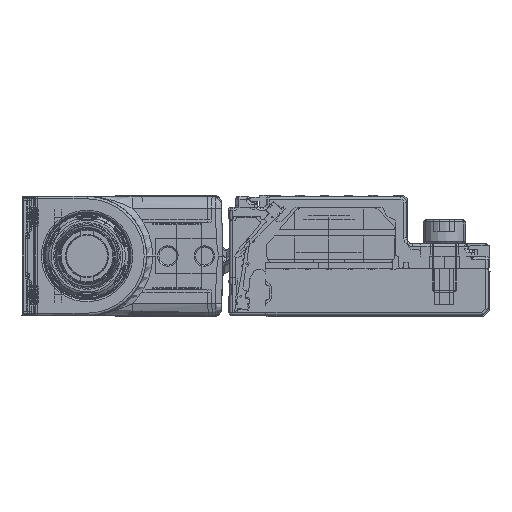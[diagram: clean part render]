
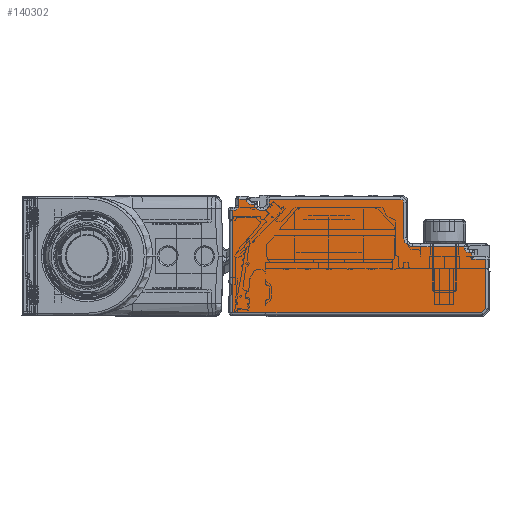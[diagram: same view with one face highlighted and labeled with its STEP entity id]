
A CAD part, left-side view. The second image highlights one B-rep face of the part: STEP entity #140302.
In plain terms, the highlighted planar face has unit normal (-1, 0, 0).
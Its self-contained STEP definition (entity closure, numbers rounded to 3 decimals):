
#140020=AXIS2_PLACEMENT_3D('Circle Axis2P3D',#140018,#140019,$) ;
#140159=AXIS2_PLACEMENT_3D('Plane Axis2P3D',#140156,#140157,#140158) ;
#140182=AXIS2_PLACEMENT_3D('Circle Axis2P3D',#140180,#140181,$) ;
#140196=AXIS2_PLACEMENT_3D('Circle Axis2P3D',#140194,#140195,$) ;
#140217=AXIS2_PLACEMENT_3D('Circle Axis2P3D',#140215,#140216,$) ;
#140231=AXIS2_PLACEMENT_3D('Circle Axis2P3D',#140229,#140230,$) ;
#140245=AXIS2_PLACEMENT_3D('Circle Axis2P3D',#140243,#140244,$) ;
#140266=AXIS2_PLACEMENT_3D('Circle Axis2P3D',#140264,#140265,$) ;
#136645=CARTESIAN_POINT('Vertex',(-2078.,42.3,-7.3)) ;
#136648=CARTESIAN_POINT('Line Origine',(-2078.,42.3,2.)) ;
#136652=CARTESIAN_POINT('Vertex',(-2078.,42.3,9.5)) ;
#136976=CARTESIAN_POINT('Vertex',(-2078.,1.407,-7.3)) ;
#136979=CARTESIAN_POINT('Line Origine',(-2078.,23.168,-7.3)) ;
#137016=CARTESIAN_POINT('Vertex',(-2078.,0.7,-6.593)) ;
#137019=CARTESIAN_POINT('Line Origine',(-2078.,-1.246,-4.646)) ;
#137056=CARTESIAN_POINT('Vertex',(-2078.,0.7,1.5)) ;
#137059=CARTESIAN_POINT('Line Origine',(-2078.,0.7,2.)) ;
#139935=CARTESIAN_POINT('Vertex',(-2078.,3.,2.5)) ;
#139991=CARTESIAN_POINT('Vertex',(-2078.,3.4,2.5)) ;
#139994=CARTESIAN_POINT('Line Origine',(-2078.,21.5,2.5)) ;
#140015=CARTESIAN_POINT('Vertex',(-2078.,4.2,3.3)) ;
#140018=CARTESIAN_POINT('Axis2P3D Location',(-2078.,3.4,3.3)) ;
#140141=CARTESIAN_POINT('Vertex',(-2078.,3.,1.5)) ;
#140144=CARTESIAN_POINT('Line Origine',(-2078.,21.5,1.5)) ;
#140156=CARTESIAN_POINT('Axis2P3D Location',(-2078.,0.2,-7.8)) ;
#140161=CARTESIAN_POINT('Line Origine',(-2078.,3.,2.)) ;
#140166=CARTESIAN_POINT('Line Origine',(-2078.,4.2,3.4)) ;
#140170=CARTESIAN_POINT('Vertex',(-2078.,4.2,3.5)) ;
#140173=CARTESIAN_POINT('Line Origine',(-2078.,8.45,3.5)) ;
#140177=CARTESIAN_POINT('Vertex',(-2078.,12.7,3.5)) ;
#140180=CARTESIAN_POINT('Axis2P3D Location',(-2078.,12.7,5.)) ;
#140184=CARTESIAN_POINT('Vertex',(-2078.,14.2,5.)) ;
#140187=CARTESIAN_POINT('Line Origine',(-2078.,14.2,7.9)) ;
#140191=CARTESIAN_POINT('Vertex',(-2078.,14.2,10.8)) ;
#140194=CARTESIAN_POINT('Axis2P3D Location',(-2078.,14.7,10.8)) ;
#140198=CARTESIAN_POINT('Vertex',(-2078.,14.7,11.3)) ;
#140201=CARTESIAN_POINT('Line Origine',(-2078.,25.5,11.3)) ;
#140205=CARTESIAN_POINT('Vertex',(-2078.,36.3,11.3)) ;
#140208=CARTESIAN_POINT('Line Origine',(-2078.,36.3,10.9)) ;
#140212=CARTESIAN_POINT('Vertex',(-2078.,36.3,10.5)) ;
#140215=CARTESIAN_POINT('Axis2P3D Location',(-2078.,37.3,10.5)) ;
#140219=CARTESIAN_POINT('Vertex',(-2078.,37.3,9.5)) ;
#140222=CARTESIAN_POINT('Line Origine',(-2078.,37.55,9.5)) ;
#140226=CARTESIAN_POINT('Vertex',(-2078.,37.8,9.5)) ;
#140229=CARTESIAN_POINT('Axis2P3D Location',(-2078.,37.8,10.5)) ;
#140233=CARTESIAN_POINT('Vertex',(-2078.,38.8,10.5)) ;
#140236=CARTESIAN_POINT('Line Origine',(-2078.,39.05,10.5)) ;
#140240=CARTESIAN_POINT('Vertex',(-2078.,39.3,10.5)) ;
#140243=CARTESIAN_POINT('Axis2P3D Location',(-2078.,39.3,11.3)) ;
#140247=CARTESIAN_POINT('Vertex',(-2078.,40.1,11.3)) ;
#140250=CARTESIAN_POINT('Line Origine',(-2078.,40.7,11.3)) ;
#140254=CARTESIAN_POINT('Vertex',(-2078.,41.3,11.3)) ;
#140257=CARTESIAN_POINT('Line Origine',(-2078.,41.3,10.8)) ;
#140261=CARTESIAN_POINT('Vertex',(-2078.,41.3,10.3)) ;
#140264=CARTESIAN_POINT('Axis2P3D Location',(-2078.,42.1,10.3)) ;
#140268=CARTESIAN_POINT('Vertex',(-2078.,42.1,9.5)) ;
#140271=CARTESIAN_POINT('Line Origine',(-2078.,42.2,9.5)) ;
#136649=DIRECTION('Vector Direction',(0.,0.,1.)) ;
#136980=DIRECTION('Vector Direction',(0.,1.,0.)) ;
#137020=DIRECTION('Vector Direction',(0.,0.707,-0.707)) ;
#137060=DIRECTION('Vector Direction',(0.,0.,-1.)) ;
#139995=DIRECTION('Vector Direction',(0.,-1.,0.)) ;
#140019=DIRECTION('Axis2P3D Direction',(1.,0.,0.)) ;
#140145=DIRECTION('Vector Direction',(0.,-1.,0.)) ;
#140157=DIRECTION('Axis2P3D Direction',(-1.,0.,0.)) ;
#140158=DIRECTION('Axis2P3D XDirection',(0.,0.,1.)) ;
#140162=DIRECTION('Vector Direction',(0.,0.,1.)) ;
#140167=DIRECTION('Vector Direction',(0.,0.,-1.)) ;
#140174=DIRECTION('Vector Direction',(0.,1.,0.)) ;
#140181=DIRECTION('Axis2P3D Direction',(-1.,0.,0.)) ;
#140188=DIRECTION('Vector Direction',(0.,0.,1.)) ;
#140195=DIRECTION('Axis2P3D Direction',(-1.,0.,0.)) ;
#140202=DIRECTION('Vector Direction',(0.,1.,0.)) ;
#140209=DIRECTION('Vector Direction',(0.,0.,-1.)) ;
#140216=DIRECTION('Axis2P3D Direction',(-1.,0.,0.)) ;
#140223=DIRECTION('Vector Direction',(0.,1.,0.)) ;
#140230=DIRECTION('Axis2P3D Direction',(-1.,0.,0.)) ;
#140237=DIRECTION('Vector Direction',(0.,-1.,0.)) ;
#140244=DIRECTION('Axis2P3D Direction',(-1.,0.,0.)) ;
#140251=DIRECTION('Vector Direction',(0.,1.,0.)) ;
#140258=DIRECTION('Vector Direction',(0.,0.,-1.)) ;
#140265=DIRECTION('Axis2P3D Direction',(-1.,0.,0.)) ;
#140272=DIRECTION('Vector Direction',(0.,1.,0.)) ;
#136650=VECTOR('Line Direction',#136649,1.) ;
#136981=VECTOR('Line Direction',#136980,1.) ;
#137021=VECTOR('Line Direction',#137020,1.) ;
#137061=VECTOR('Line Direction',#137060,1.) ;
#139996=VECTOR('Line Direction',#139995,1.) ;
#140146=VECTOR('Line Direction',#140145,1.) ;
#140163=VECTOR('Line Direction',#140162,1.) ;
#140168=VECTOR('Line Direction',#140167,1.) ;
#140175=VECTOR('Line Direction',#140174,1.) ;
#140189=VECTOR('Line Direction',#140188,1.) ;
#140203=VECTOR('Line Direction',#140202,1.) ;
#140210=VECTOR('Line Direction',#140209,1.) ;
#140224=VECTOR('Line Direction',#140223,1.) ;
#140238=VECTOR('Line Direction',#140237,1.) ;
#140252=VECTOR('Line Direction',#140251,1.) ;
#140259=VECTOR('Line Direction',#140258,1.) ;
#140273=VECTOR('Line Direction',#140272,1.) ;
#140277=ORIENTED_EDGE('',*,*,#140165,.T.) ;
#140278=ORIENTED_EDGE('',*,*,#139998,.T.) ;
#140279=ORIENTED_EDGE('',*,*,#140022,.T.) ;
#140280=ORIENTED_EDGE('',*,*,#140172,.T.) ;
#140281=ORIENTED_EDGE('',*,*,#140179,.T.) ;
#140282=ORIENTED_EDGE('',*,*,#140186,.T.) ;
#140283=ORIENTED_EDGE('',*,*,#140193,.T.) ;
#140284=ORIENTED_EDGE('',*,*,#140200,.T.) ;
#140285=ORIENTED_EDGE('',*,*,#140207,.T.) ;
#140286=ORIENTED_EDGE('',*,*,#140214,.T.) ;
#140287=ORIENTED_EDGE('',*,*,#140221,.T.) ;
#140288=ORIENTED_EDGE('',*,*,#140228,.T.) ;
#140289=ORIENTED_EDGE('',*,*,#140235,.T.) ;
#140290=ORIENTED_EDGE('',*,*,#140242,.T.) ;
#140291=ORIENTED_EDGE('',*,*,#140249,.T.) ;
#140292=ORIENTED_EDGE('',*,*,#140256,.T.) ;
#140293=ORIENTED_EDGE('',*,*,#140263,.T.) ;
#140294=ORIENTED_EDGE('',*,*,#140270,.T.) ;
#140295=ORIENTED_EDGE('',*,*,#140275,.T.) ;
#140296=ORIENTED_EDGE('',*,*,#136654,.T.) ;
#140297=ORIENTED_EDGE('',*,*,#136983,.T.) ;
#140298=ORIENTED_EDGE('',*,*,#137023,.T.) ;
#140299=ORIENTED_EDGE('',*,*,#137063,.T.) ;
#140300=ORIENTED_EDGE('',*,*,#140148,.T.) ;
#140302=ADVANCED_FACE('\X2\FF8AFF9FFF70FF82\X0\ \X2\FF8EFF9EFF83FF9EFF68FF70\X0\',(#140301),#140160,.T.) ;
#140021=CIRCLE('generated circle',#140020,0.8) ;
#140183=CIRCLE('generated circle',#140182,1.5) ;
#140197=CIRCLE('generated circle',#140196,0.5) ;
#140218=CIRCLE('generated circle',#140217,1.) ;
#140232=CIRCLE('generated circle',#140231,1.) ;
#140246=CIRCLE('generated circle',#140245,0.8) ;
#140267=CIRCLE('generated circle',#140266,0.8) ;
#136654=EDGE_CURVE('',#136653,#136646,#136651,.F.) ;
#136983=EDGE_CURVE('',#136646,#136977,#136982,.F.) ;
#137023=EDGE_CURVE('',#136977,#137017,#137022,.F.) ;
#137063=EDGE_CURVE('',#137017,#137057,#137062,.F.) ;
#139998=EDGE_CURVE('',#139936,#139992,#139997,.F.) ;
#140022=EDGE_CURVE('',#139992,#140016,#140021,.T.) ;
#140148=EDGE_CURVE('',#137057,#140142,#140147,.F.) ;
#140165=EDGE_CURVE('',#140142,#139936,#140164,.T.) ;
#140172=EDGE_CURVE('',#140016,#140171,#140169,.F.) ;
#140179=EDGE_CURVE('',#140171,#140178,#140176,.T.) ;
#140186=EDGE_CURVE('',#140178,#140185,#140183,.F.) ;
#140193=EDGE_CURVE('',#140185,#140192,#140190,.T.) ;
#140200=EDGE_CURVE('',#140192,#140199,#140197,.T.) ;
#140207=EDGE_CURVE('',#140199,#140206,#140204,.T.) ;
#140214=EDGE_CURVE('',#140206,#140213,#140211,.T.) ;
#140221=EDGE_CURVE('',#140213,#140220,#140218,.F.) ;
#140228=EDGE_CURVE('',#140220,#140227,#140225,.T.) ;
#140235=EDGE_CURVE('',#140227,#140234,#140232,.F.) ;
#140242=EDGE_CURVE('',#140234,#140241,#140239,.F.) ;
#140249=EDGE_CURVE('',#140241,#140248,#140246,.F.) ;
#140256=EDGE_CURVE('',#140248,#140255,#140253,.T.) ;
#140263=EDGE_CURVE('',#140255,#140262,#140260,.T.) ;
#140270=EDGE_CURVE('',#140262,#140269,#140267,.F.) ;
#140275=EDGE_CURVE('',#140269,#136653,#140274,.T.) ;
#140276=EDGE_LOOP('',(#140277,#140278,#140279,#140280,#140281,#140282,#140283,#140284,#140285,#140286,#140287,#140288,#140289,#140290,#140291,#140292,#140293,#140294,#140295,#140296,#140297,#140298,#140299,#140300)) ;
#140301=FACE_OUTER_BOUND('',#140276,.T.) ;
#136651=LINE('Line',#136648,#136650) ;
#136982=LINE('Line',#136979,#136981) ;
#137022=LINE('Line',#137019,#137021) ;
#137062=LINE('Line',#137059,#137061) ;
#139997=LINE('Line',#139994,#139996) ;
#140147=LINE('Line',#140144,#140146) ;
#140164=LINE('Line',#140161,#140163) ;
#140169=LINE('Line',#140166,#140168) ;
#140176=LINE('Line',#140173,#140175) ;
#140190=LINE('Line',#140187,#140189) ;
#140204=LINE('Line',#140201,#140203) ;
#140211=LINE('Line',#140208,#140210) ;
#140225=LINE('Line',#140222,#140224) ;
#140239=LINE('Line',#140236,#140238) ;
#140253=LINE('Line',#140250,#140252) ;
#140260=LINE('Line',#140257,#140259) ;
#140274=LINE('Line',#140271,#140273) ;
#140160=PLANE('',#140159) ;
#136646=VERTEX_POINT('',#136645) ;
#136653=VERTEX_POINT('',#136652) ;
#136977=VERTEX_POINT('',#136976) ;
#137017=VERTEX_POINT('',#137016) ;
#137057=VERTEX_POINT('',#137056) ;
#139936=VERTEX_POINT('',#139935) ;
#139992=VERTEX_POINT('',#139991) ;
#140016=VERTEX_POINT('',#140015) ;
#140142=VERTEX_POINT('',#140141) ;
#140171=VERTEX_POINT('',#140170) ;
#140178=VERTEX_POINT('',#140177) ;
#140185=VERTEX_POINT('',#140184) ;
#140192=VERTEX_POINT('',#140191) ;
#140199=VERTEX_POINT('',#140198) ;
#140206=VERTEX_POINT('',#140205) ;
#140213=VERTEX_POINT('',#140212) ;
#140220=VERTEX_POINT('',#140219) ;
#140227=VERTEX_POINT('',#140226) ;
#140234=VERTEX_POINT('',#140233) ;
#140241=VERTEX_POINT('',#140240) ;
#140248=VERTEX_POINT('',#140247) ;
#140255=VERTEX_POINT('',#140254) ;
#140262=VERTEX_POINT('',#140261) ;
#140269=VERTEX_POINT('',#140268) ;
